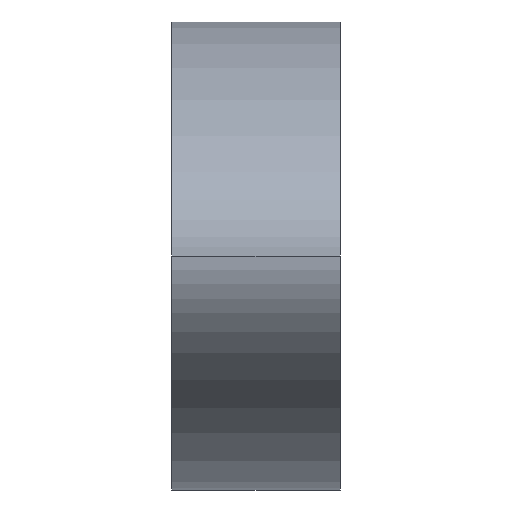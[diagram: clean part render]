
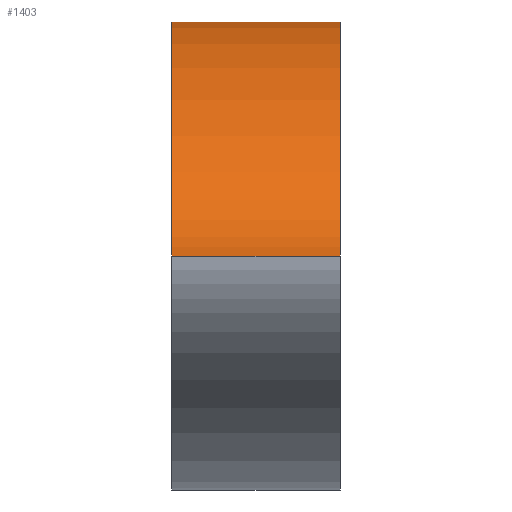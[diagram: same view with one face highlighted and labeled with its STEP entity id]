
A CAD part, front view. The second image highlights one B-rep face of the part: STEP entity #1403.
In plain terms, the highlighted free-form (B-spline) face has degree [3, 1] with [4, 2] control points.
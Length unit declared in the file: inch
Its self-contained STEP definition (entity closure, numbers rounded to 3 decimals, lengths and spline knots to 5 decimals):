
#35 = CARTESIAN_POINT ( 'NONE',  ( 4.10926, -3.84907, 14.45331 ) ) ;
#85 = CARTESIAN_POINT ( 'NONE',  ( 5.52659, -2.4055, 14.45331 ) ) ;
#172 = B_SPLINE_CURVE_WITH_KNOTS ( 'NONE', 3,
 ( #2434, #392, #628, #1205 ),
 .UNSPECIFIED., .F., .F.,
 ( 4, 4 ),
 ( 0., 1. ),
 .UNSPECIFIED. ) ;
#195 = EDGE_CURVE ( 'NONE', #514, #978, #2549, .T. ) ;
#265 = CARTESIAN_POINT ( 'NONE',  ( 4.10926, -5.68634, 13.40344 ) ) ;
#392 = CARTESIAN_POINT ( 'NONE',  ( 5.52659, -3.84907, 14.45331 ) ) ;
#427 = VERTEX_POINT ( 'NONE', #896 ) ;
#514 = VERTEX_POINT ( 'NONE', #764 ) ;
#571 = CARTESIAN_POINT ( 'NONE',  ( 12.5882, -2.4055, 14.45331 ) ) ;
#628 = CARTESIAN_POINT ( 'NONE',  ( 5.52659, -5.68634, 13.40344 ) ) ;
#764 = CARTESIAN_POINT ( 'NONE',  ( 5.52659, -5.68634, 12.48481 ) ) ;
#793 = EDGE_LOOP ( 'NONE', ( #2245, #1314, #1853, #1099 ) ) ;
#886 = CARTESIAN_POINT ( 'NONE',  ( 4.10926, -2.4055, 14.45331 ) ) ;
#896 = CARTESIAN_POINT ( 'NONE',  ( 5.52659, -2.4055, 14.45331 ) ) ;
#961 = CARTESIAN_POINT ( 'NONE',  ( 4.10926, -3.84907, 14.45331 ) ) ;
#978 = VERTEX_POINT ( 'NONE', #1210 ) ;
#989 = LINE ( 'NONE', #571, #1326 ) ;
#1065 = CARTESIAN_POINT ( 'NONE',  ( 5.52659, -3.84907, 14.45331 ) ) ;
#1099 = ORIENTED_EDGE ( 'NONE', *, *, #1123, .T. ) ;
#1106 = EDGE_CURVE ( 'NONE', #427, #1375, #989, .T. ) ;
#1123 = EDGE_CURVE ( 'NONE', #1375, #978, #1265, .T. ) ;
#1200 = VECTOR ( 'NONE', #1594, 39.37008 ) ;
#1205 = CARTESIAN_POINT ( 'NONE',  ( 5.52659, -5.68634, 12.48481 ) ) ;
#1210 = CARTESIAN_POINT ( 'NONE',  ( 4.10926, -5.68634, 12.48481 ) ) ;
#1265 = B_SPLINE_CURVE_WITH_KNOTS ( 'NONE', 3,
 ( #1974, #961, #2385, #2558 ),
 .UNSPECIFIED., .F., .F.,
 ( 4, 4 ),
 ( 0., 1. ),
 .UNSPECIFIED. ) ;
#1314 = ORIENTED_EDGE ( 'NONE', *, *, #2338, .F. ) ;
#1326 = VECTOR ( 'NONE', #2599, 39.37008 ) ;
#1349 = CARTESIAN_POINT ( 'NONE',  ( 12.5882, -5.68634, 12.48481 ) ) ;
#1375 = VERTEX_POINT ( 'NONE', #886 ) ;
#1403 = ADVANCED_FACE ( 'NONE', ( #1883 ), #2214, .F. ) ;
#1594 = DIRECTION ( 'NONE',  ( -1., 0., 0. ) ) ;
#1645 = CARTESIAN_POINT ( 'NONE',  ( 4.10926, -2.4055, 14.45331 ) ) ;
#1853 = ORIENTED_EDGE ( 'NONE', *, *, #1106, .T. ) ;
#1870 = CARTESIAN_POINT ( 'NONE',  ( 5.52659, -5.68634, 12.48481 ) ) ;
#1883 = FACE_OUTER_BOUND ( 'NONE', #793, .T. ) ;
#1974 = CARTESIAN_POINT ( 'NONE',  ( 4.10926, -2.4055, 14.45331 ) ) ;
#2214 = B_SPLINE_SURFACE_WITH_KNOTS ( 'NONE', 3, 1, ( 
 ( #85, #1645 ),
 ( #1065, #35 ),
 ( #2249, #265 ),
 ( #1870, #2457 ) ),
 .UNSPECIFIED., .F., .F., .F.,
 ( 4, 4 ),
 ( 2, 2 ),
 ( 0., 1. ),
 ( 0., 1. ),
 .UNSPECIFIED. ) ;
#2245 = ORIENTED_EDGE ( 'NONE', *, *, #195, .F. ) ;
#2249 = CARTESIAN_POINT ( 'NONE',  ( 5.52659, -5.68634, 13.40344 ) ) ;
#2338 = EDGE_CURVE ( 'NONE', #427, #514, #172, .T. ) ;
#2385 = CARTESIAN_POINT ( 'NONE',  ( 4.10926, -5.68634, 13.40344 ) ) ;
#2434 = CARTESIAN_POINT ( 'NONE',  ( 5.52659, -2.4055, 14.45331 ) ) ;
#2457 = CARTESIAN_POINT ( 'NONE',  ( 4.10926, -5.68634, 12.48481 ) ) ;
#2549 = LINE ( 'NONE', #1349, #1200 ) ;
#2558 = CARTESIAN_POINT ( 'NONE',  ( 4.10926, -5.68634, 12.48481 ) ) ;
#2599 = DIRECTION ( 'NONE',  ( -1., 0., 0. ) ) ;
